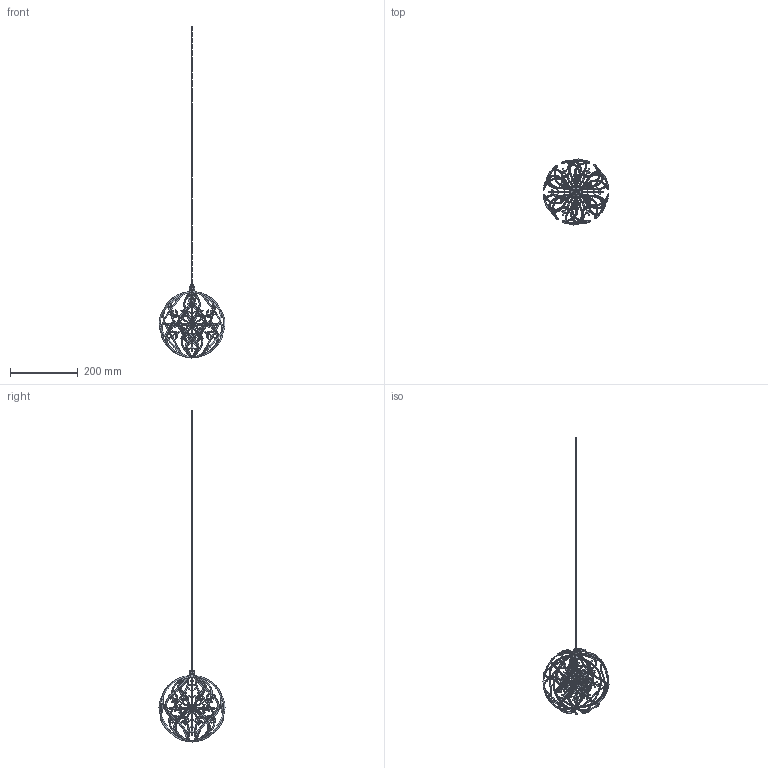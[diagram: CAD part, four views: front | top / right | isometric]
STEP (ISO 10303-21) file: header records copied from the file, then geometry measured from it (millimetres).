
FILE_DESCRIPTION(('FreeCAD Model'),'2;1');
FILE_NAME('Open CASCADE Shape Model','2025-05-04T14:08:21',('FreeCAD'),( 'FreeCAD'),'Open CASCADE STEP processor 7.6','FreeCAD','Unknown');
FILE_SCHEMA(('AUTOMOTIVE_DESIGN { 1 0 10303 214 1 1 1 1 }'));
Products named in the file (1): Open CASCADE STEP translator 7.6 1
Bounding box: 194.69 x 194.79 x 979.41 mm (x, y, z)
Volume: 31311.1 mm3; surface area: 106507.4 mm2
Topology: 1 solids, 31 shells, 2748 faces, 7268 edges, 4431 vertices
Faces by surface type: bspline 2748
Entity records: 95665 total; most frequent: CARTESIAN_POINT 51798, ORIENTED_EDGE 14340, EDGE_CURVE 7242, B_SPLINE_CURVE_WITH_KNOTS 6995, VERTEX_POINT 4431, ADVANCED_FACE 2748, FACE_BOUND 2748, EDGE_LOOP 2748
